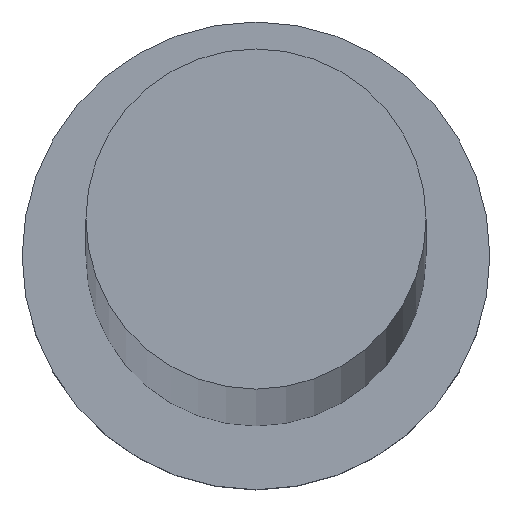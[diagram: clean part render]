
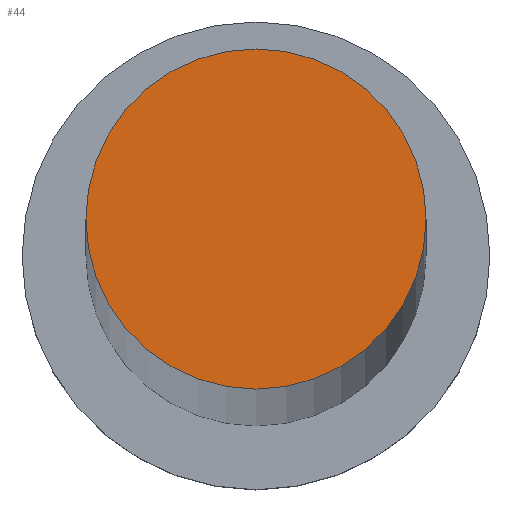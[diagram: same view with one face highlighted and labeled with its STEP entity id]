
A CAD part, top view. The second image highlights one B-rep face of the part: STEP entity #44.
In plain terms, the highlighted planar face has unit normal (0, 0, 1).
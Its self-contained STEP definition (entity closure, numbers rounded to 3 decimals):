
#5 = CARTESIAN_POINT ( 'NONE',  ( -8., 0., 1000. ) ) ;
#9 = AXIS2_PLACEMENT_3D ( 'NONE', #184, #207, #24 ) ;
#19 = DIRECTION ( 'NONE',  ( 0., 0., 1. ) ) ;
#24 = DIRECTION ( 'NONE',  ( 1., 0., 0. ) ) ;
#36 = VERTEX_POINT ( 'NONE', #158 ) ;
#44 = ADVANCED_FACE ( 'NONE', ( #99 ), #118, .T. ) ;
#57 = CIRCLE ( 'NONE', #147, 8. ) ;
#64 = CARTESIAN_POINT ( 'NONE',  ( 0., 0., 1000. ) ) ;
#92 = EDGE_CURVE ( 'NONE', #167, #36, #57, .T. ) ;
#99 = FACE_OUTER_BOUND ( 'NONE', #216, .T. ) ;
#118 = PLANE ( 'NONE',  #125 ) ;
#120 = DIRECTION ( 'NONE',  ( 1., 0., 0. ) ) ;
#122 = ORIENTED_EDGE ( 'NONE', *, *, #159, .T. ) ;
#125 = AXIS2_PLACEMENT_3D ( 'NONE', #64, #213, #174 ) ;
#147 = AXIS2_PLACEMENT_3D ( 'NONE', #196, #19, #120 ) ;
#158 = CARTESIAN_POINT ( 'NONE',  ( 8., 0., 1000. ) ) ;
#159 = EDGE_CURVE ( 'NONE', #36, #167, #242, .T. ) ;
#167 = VERTEX_POINT ( 'NONE', #5 ) ;
#174 = DIRECTION ( 'NONE',  ( 1., 0., 0. ) ) ;
#184 = CARTESIAN_POINT ( 'NONE',  ( 0., 0., 1000. ) ) ;
#196 = CARTESIAN_POINT ( 'NONE',  ( 0., 0., 1000. ) ) ;
#207 = DIRECTION ( 'NONE',  ( 0., 0., 1. ) ) ;
#208 = ORIENTED_EDGE ( 'NONE', *, *, #92, .T. ) ;
#213 = DIRECTION ( 'NONE',  ( 0., 0., 1. ) ) ;
#216 = EDGE_LOOP ( 'NONE', ( #208, #122 ) ) ;
#242 = CIRCLE ( 'NONE', #9, 8. ) ;
